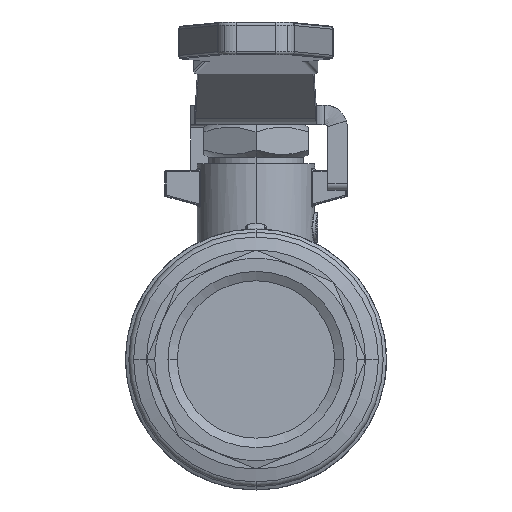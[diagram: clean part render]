
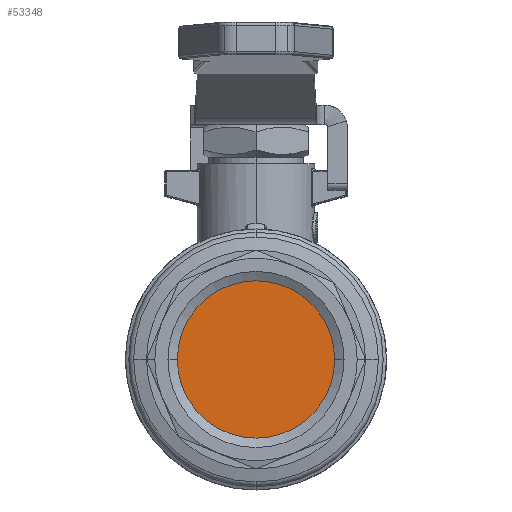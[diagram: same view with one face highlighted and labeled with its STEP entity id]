
A CAD part, front view. The second image highlights one B-rep face of the part: STEP entity #53348.
In plain terms, the highlighted planar face has unit normal (0, -1, 0).
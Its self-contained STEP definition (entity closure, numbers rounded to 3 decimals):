
#7082=CARTESIAN_POINT('',(12.059,-18.,-0.));
#7083=VERTEX_POINT('',#7082);
#7097=CARTESIAN_POINT('',(-12.059,-18.,0.));
#7098=VERTEX_POINT('',#7097);
#7105=CARTESIAN_POINT('',(0.,-18.,-0.));
#7106=DIRECTION('',(0.,-1.,0.));
#7107=DIRECTION('',(1.,0.,-0.));
#7108=AXIS2_PLACEMENT_3D('',#7105,#7106,#7107);
#7109=CIRCLE('',#7108,12.059);
#7110=EDGE_CURVE('',#7083,#7098,#7109,.T.);
#53333=CARTESIAN_POINT('',(10.779,-18.,-0.));
#53334=DIRECTION('',(0.,-1.,0.));
#53335=DIRECTION('',(1.,0.,-0.));
#53336=AXIS2_PLACEMENT_3D('',#53333,#53334,#53335);
#53337=PLANE('',#53336);
#53338=CARTESIAN_POINT('',(0.,-18.,-0.));
#53339=DIRECTION('',(0.,-1.,0.));
#53340=DIRECTION('',(1.,0.,-0.));
#53341=AXIS2_PLACEMENT_3D('',#53338,#53339,#53340);
#53342=CIRCLE('',#53341,12.059);
#53343=EDGE_CURVE('',#7098,#7083,#53342,.T.);
#53344=ORIENTED_EDGE('',*,*,#53343,.T.);
#53345=ORIENTED_EDGE('',*,*,#7110,.T.);
#53346=EDGE_LOOP('',(#53344,#53345));
#53347=FACE_BOUND('',#53346,.T.);
#53348=ADVANCED_FACE('',(#53347),#53337,.T.);
